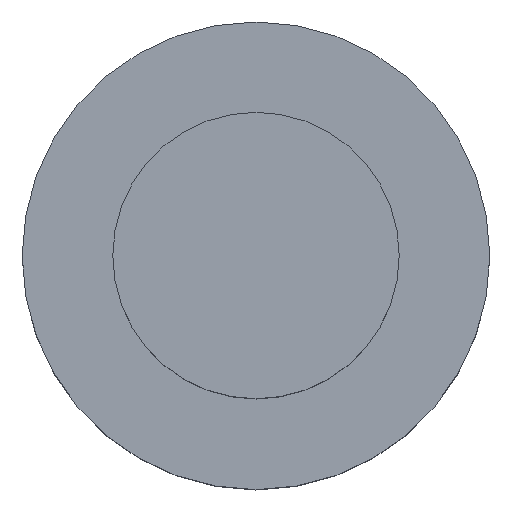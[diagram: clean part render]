
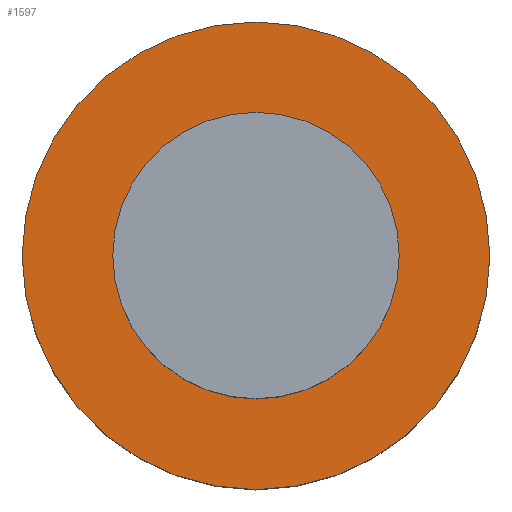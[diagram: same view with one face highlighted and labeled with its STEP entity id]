
A CAD part, top view. The second image highlights one B-rep face of the part: STEP entity #1597.
In plain terms, the highlighted planar face has unit normal (0, 0, 1).
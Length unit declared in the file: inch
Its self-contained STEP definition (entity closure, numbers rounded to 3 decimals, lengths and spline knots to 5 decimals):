
#40=FACE_BOUND('',#253,.T.);
#87=CIRCLE('',#1743,0.15748);
#88=CIRCLE('',#1744,0.15748);
#89=CIRCLE('',#1746,0.09646);
#90=CIRCLE('',#1747,0.09646);
#170=FACE_OUTER_BOUND('',#252,.T.);
#252=EDGE_LOOP('',(#1451,#1452));
#253=EDGE_LOOP('',(#1453,#1454));
#764=VERTEX_POINT('',#2648);
#765=VERTEX_POINT('',#2650);
#766=VERTEX_POINT('',#2654);
#767=VERTEX_POINT('',#2655);
#994=EDGE_CURVE('',#764,#765,#87,.T.);
#995=EDGE_CURVE('',#765,#764,#88,.T.);
#996=EDGE_CURVE('',#766,#767,#89,.T.);
#997=EDGE_CURVE('',#767,#766,#90,.T.);
#1451=ORIENTED_EDGE('',*,*,#995,.F.);
#1452=ORIENTED_EDGE('',*,*,#994,.F.);
#1453=ORIENTED_EDGE('',*,*,#996,.T.);
#1454=ORIENTED_EDGE('',*,*,#997,.T.);
#1518=PLANE('',#1745);
#1597=ADVANCED_FACE('',(#170,#40),#1518,.T.);
#1743=AXIS2_PLACEMENT_3D('',#2651,#2178,#2179);
#1744=AXIS2_PLACEMENT_3D('',#2652,#2180,#2181);
#1745=AXIS2_PLACEMENT_3D('',#2653,#2182,#2183);
#1746=AXIS2_PLACEMENT_3D('',#2656,#2184,#2185);
#1747=AXIS2_PLACEMENT_3D('',#2657,#2186,#2187);
#2178=DIRECTION('center_axis',(0.,0.,-1.));
#2179=DIRECTION('ref_axis',(-1.,0.,0.));
#2180=DIRECTION('center_axis',(0.,0.,-1.));
#2181=DIRECTION('ref_axis',(-1.,0.,0.));
#2182=DIRECTION('center_axis',(0.,0.,1.));
#2183=DIRECTION('ref_axis',(1.,0.,0.));
#2184=DIRECTION('center_axis',(0.,0.,-1.));
#2185=DIRECTION('ref_axis',(1.,0.,0.));
#2186=DIRECTION('center_axis',(0.,0.,-1.));
#2187=DIRECTION('ref_axis',(1.,0.,0.));
#2648=CARTESIAN_POINT('',(0.15748,0.,-0.07874));
#2650=CARTESIAN_POINT('',(-0.15748,0.,-0.07874));
#2651=CARTESIAN_POINT('Origin',(0.,0.,-0.07874));
#2652=CARTESIAN_POINT('Origin',(0.,0.,-0.07874));
#2653=CARTESIAN_POINT('Origin',(0.,0.,-0.07874));
#2654=CARTESIAN_POINT('',(0.09646,0.,-0.07874));
#2655=CARTESIAN_POINT('',(-0.09646,0.,-0.07874));
#2656=CARTESIAN_POINT('Origin',(0.,0.,-0.07874));
#2657=CARTESIAN_POINT('Origin',(0.,0.,-0.07874));
